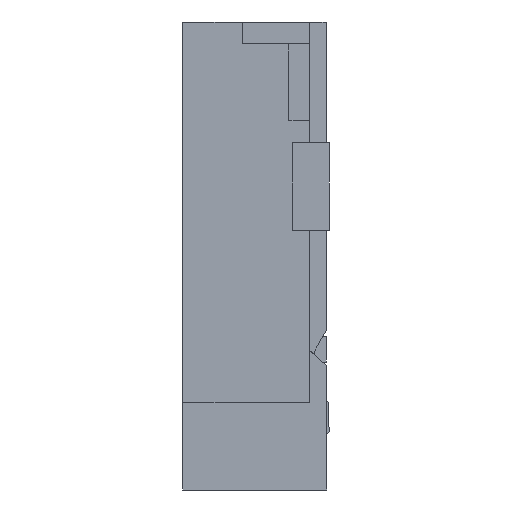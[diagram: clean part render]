
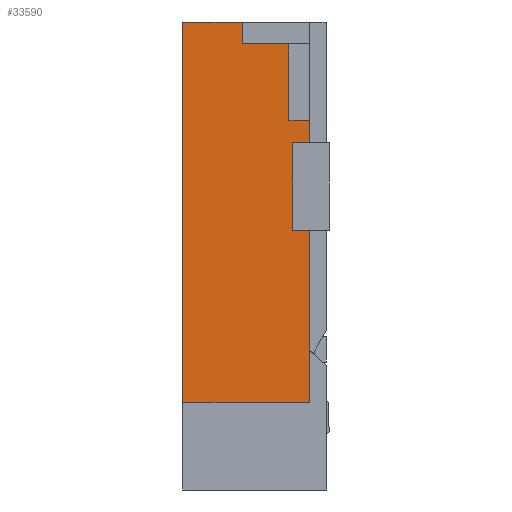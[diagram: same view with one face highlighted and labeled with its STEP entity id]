
A CAD part, left-side view. The second image highlights one B-rep face of the part: STEP entity #33590.
In plain terms, the highlighted planar face has unit normal (-1, 0, 0).
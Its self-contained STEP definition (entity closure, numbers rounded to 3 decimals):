
#9173=VERTEX_POINT('NONE',#38658);
#9174=VERTEX_POINT('NONE',#38659);
#9185=VERTEX_POINT('NONE',#38670);
#9186=VERTEX_POINT('NONE',#38671);
#9187=VERTEX_POINT('NONE',#38672);
#9188=VERTEX_POINT('NONE',#38673);
#9189=VERTEX_POINT('NONE',#38674);
#9190=VERTEX_POINT('NONE',#38675);
#10267=EDGE_CURVE('NONE',#9174,#9173,#39677,.T.);
#10281=EDGE_CURVE('NONE',#9173,#9185,#39719,.T.);
#10282=EDGE_CURVE('NONE',#9185,#9186,#39722,.T.);
#10283=EDGE_CURVE('NONE',#9186,#9187,#39725,.T.);
#10284=EDGE_CURVE('NONE',#9187,#9188,#39728,.T.);
#10285=EDGE_CURVE('NONE',#9189,#9188,#39731,.T.);
#10286=EDGE_CURVE('NONE',#9190,#9189,#39734,.T.);
#10287=EDGE_CURVE('NONE',#9190,#9174,#39737,.T.);
#12012=ORIENTED_EDGE('NONE',*,*,#10267,.T.);
#12013=ORIENTED_EDGE('NONE',*,*,#10282,.T.);
#12014=ORIENTED_EDGE('NONE',*,*,#10281,.T.);
#12015=ORIENTED_EDGE('NONE',*,*,#10283,.T.);
#12016=ORIENTED_EDGE('NONE',*,*,#10284,.T.);
#12017=ORIENTED_EDGE('NONE',*,*,#10285,.F.);
#12018=ORIENTED_EDGE('NONE',*,*,#10286,.F.);
#12019=ORIENTED_EDGE('NONE',*,*,#10287,.T.);
#16075=EDGE_LOOP('NONE',(#12012,#12014,#12013,#12015,#12016,#12017,#12018,#12019));
#33590=ADVANCED_FACE('NONE',(#47559),#49333,.T.);
#35893=VECTOR('NONE',#39679,1000.0);
#35906=VECTOR('NONE',#39721,1000.0);
#35907=VECTOR('NONE',#39724,1000.0);
#35908=VECTOR('NONE',#39727,1000.0);
#35909=VECTOR('NONE',#39730,1000.0);
#35910=VECTOR('NONE',#39733,1000.0);
#35911=VECTOR('NONE',#39736,1000.0);
#35912=VECTOR('NONE',#39739,1000.0);
#38658=CARTESIAN_POINT('NONE',(-7.55,0.27,-1.35));
#38659=CARTESIAN_POINT('NONE',(-7.55,0.27,-5.2));
#38670=CARTESIAN_POINT('NONE',(-7.55,0.55,-1.35));
#38671=CARTESIAN_POINT('NONE',(-7.55,0.55,-0.3));
#38672=CARTESIAN_POINT('NONE',(-7.55,1.19,-0.3));
#38673=CARTESIAN_POINT('NONE',(-7.55,1.19,0.0));
#38674=CARTESIAN_POINT('NONE',(-7.55,2.0,0.0));
#38675=CARTESIAN_POINT('NONE',(-7.55,2.0,-5.2));
#39677=LINE('NONE',#39678,#35893);
#39678=CARTESIAN_POINT('NONE',(-7.55,0.27,-5.2));
#39679=DIRECTION('NONE',(0.0,0.0,1.0));
#39719=LINE('NONE',#39720,#35906);
#39720=CARTESIAN_POINT('NONE',(-7.55,0.27,-1.35));
#39721=DIRECTION('NONE',(0.0,1.0,0.0));
#39722=LINE('NONE',#39723,#35907);
#39723=CARTESIAN_POINT('NONE',(-7.55,0.55,-0.3));
#39724=DIRECTION('NONE',(0.0,0.0,1.0));
#39725=LINE('NONE',#39726,#35908);
#39726=CARTESIAN_POINT('NONE',(-7.55,0.27,-0.3));
#39727=DIRECTION('NONE',(0.0,1.0,0.0));
#39728=LINE('NONE',#39729,#35909);
#39729=CARTESIAN_POINT('NONE',(-7.55,1.19,-0.3));
#39730=DIRECTION('NONE',(0.0,0.0,1.0));
#39731=LINE('NONE',#39732,#35910);
#39732=CARTESIAN_POINT('NONE',(-7.55,0.27,0.0));
#39733=DIRECTION('NONE',(0.0,-1.0,0.0));
#39734=LINE('NONE',#39735,#35911);
#39735=CARTESIAN_POINT('NONE',(-7.55,2.0,-5.2));
#39736=DIRECTION('NONE',(0.0,0.0,1.0));
#39737=LINE('NONE',#39738,#35912);
#39738=CARTESIAN_POINT('NONE',(-7.55,0.27,-5.2));
#39739=DIRECTION('NONE',(0.0,-1.0,0.0));
#47559=FACE_OUTER_BOUND('NONE',#16075,.T.);
#47588=AXIS2_PLACEMENT_3D('NONE',#49334,#49335,#49336);
#49333=PLANE('NONE',#47588);
#49334=CARTESIAN_POINT('NONE',(-7.55,0.27,-5.2));
#49335=DIRECTION('NONE',(-1.0,0.0,0.0));
#49336=DIRECTION('NONE',(0.0,0.0,1.0));
